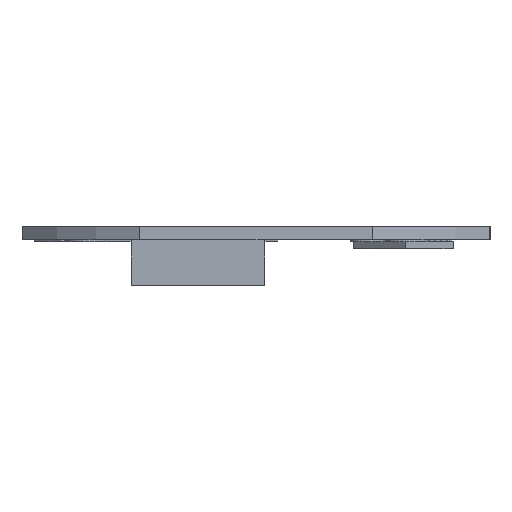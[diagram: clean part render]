
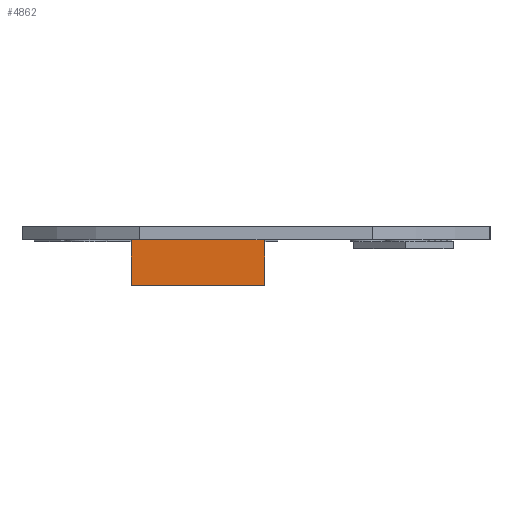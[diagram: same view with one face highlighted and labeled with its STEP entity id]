
A CAD part, front view. The second image highlights one B-rep face of the part: STEP entity #4862.
In plain terms, the highlighted planar face has unit normal (0, -1, 0).
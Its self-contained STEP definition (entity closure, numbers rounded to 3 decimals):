
#249=PLANE('',#5159);
#549=FACE_OUTER_BOUND('',#823,.T.);
#823=EDGE_LOOP('',(#4561,#4562,#4563,#4564));
#900=LINE('',#6603,#1509);
#1441=LINE('',#7712,#2050);
#1442=LINE('',#7715,#2051);
#1445=LINE('',#7720,#2054);
#1509=VECTOR('',#5341,7.62);
#2050=VECTOR('',#6346,2.6);
#2051=VECTOR('',#6349,2.6);
#2054=VECTOR('',#6354,7.62);
#2226=VERTEX_POINT('',#6600);
#2227=VERTEX_POINT('',#6602);
#2563=VERTEX_POINT('',#7710);
#2564=VERTEX_POINT('',#7714);
#2665=EDGE_CURVE('',#2227,#2226,#900,.T.);
#3235=EDGE_CURVE('',#2563,#2226,#1441,.T.);
#3236=EDGE_CURVE('',#2564,#2227,#1442,.T.);
#3239=EDGE_CURVE('',#2564,#2563,#1445,.T.);
#4561=ORIENTED_EDGE('',*,*,#3239,.F.);
#4562=ORIENTED_EDGE('',*,*,#3236,.T.);
#4563=ORIENTED_EDGE('',*,*,#2665,.T.);
#4564=ORIENTED_EDGE('',*,*,#3235,.F.);
#4862=ADVANCED_FACE('',(#549),#249,.F.);
#5159=AXIS2_PLACEMENT_3D('',#7719,#6352,#6353);
#5341=DIRECTION('',(-1.,0.,0.));
#6346=DIRECTION('',(0.,0.,1.));
#6349=DIRECTION('',(0.,0.,1.));
#6352=DIRECTION('center_axis',(0.,1.,0.));
#6353=DIRECTION('ref_axis',(-1.,0.,0.));
#6354=DIRECTION('',(-1.,0.,0.));
#6600=CARTESIAN_POINT('',(-7.11,-13.957,1.78));
#6602=CARTESIAN_POINT('',(0.51,-13.957,1.78));
#6603=CARTESIAN_POINT('',(0.51,-13.957,1.78));
#7710=CARTESIAN_POINT('',(-7.11,-13.957,-0.82));
#7712=CARTESIAN_POINT('',(-7.11,-13.957,-10.585));
#7714=CARTESIAN_POINT('',(0.51,-13.957,-0.82));
#7715=CARTESIAN_POINT('',(0.51,-13.957,-10.585));
#7719=CARTESIAN_POINT('Origin',(0.51,-13.957,-10.585));
#7720=CARTESIAN_POINT('',(0.51,-13.957,-0.82));
